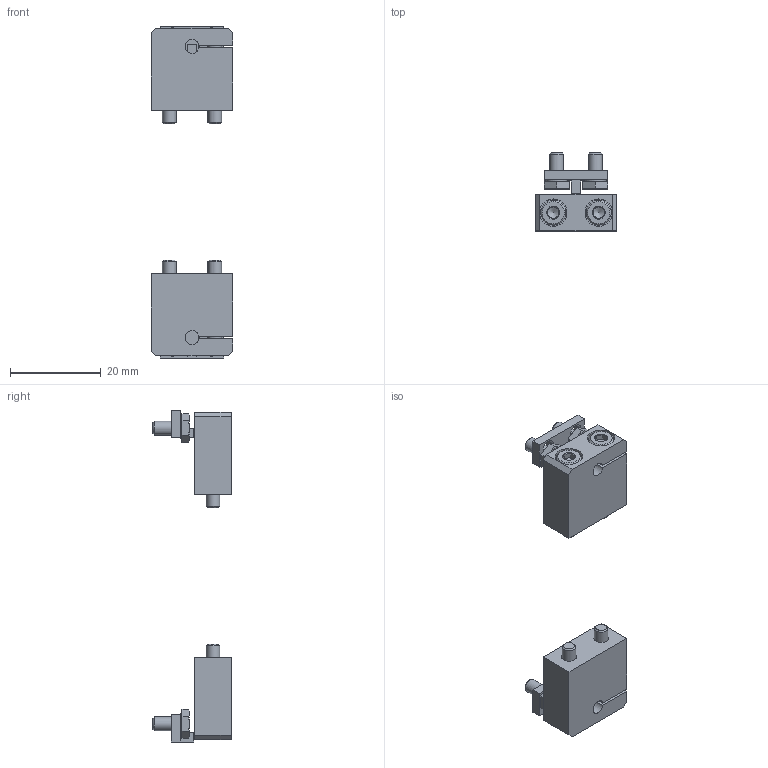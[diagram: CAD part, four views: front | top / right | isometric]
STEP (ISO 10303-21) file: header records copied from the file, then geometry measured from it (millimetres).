
FILE_DESCRIPTION(/* description */ ('STEP AP214'),/* implementation_level */ '2;1');
FILE_NAME(/* name */ '1435225_DASI-B12-16-S3',/* time_stamp */ '2024-08-14T17:44:36+02:00',/* author */ ('License CC BY-ND 4.0'),/* organization */ ('CADENAS'),/* preprocessor_version */ 'ST-DEVELOPER v19.3',/* originating_system */ 'PARTsolutions',/* authorisation */ ' ');
FILE_SCHEMA (('AUTOMOTIVE_DESIGN {1 0 10303 214 3 1 1}'));
Length unit declared in the file: millimetre
Products named in the file (5): 1435225 DASI-B12-16-S3; 1430970 KB3-01; DIN-912 - M3x18(F); 1430925 GP803; Hexagon bolt DIN 933 - M3x6
Assembly tree (12 placements, depth 2):
  1435225 DASI-B12-16-S3
    1430970 KB3-01  x2
    DIN-912 - M3x18(F)  x4
    1430925 GP803  x2
    Hexagon bolt DIN 933 - M3x6  x4
Bounding box: 18 x 17.2 x 73 mm (x, y, z)
Volume: 5528.8 mm3; surface area: 5679.6 mm2
Topology: 12 solids, 12 shells, 266 faces, 566 edges, 336 vertices
Faces by surface type: plane 154, cone 72, cylinder 36, torus 4
Full cylindrical faces by diameter (mm): 3 x8, 3.2 x6, 4.57 x4, 5.5 x4, 6 x4
Entity records: 2445 total; most frequent: CARTESIAN_POINT 441, DIRECTION 400, ORIENTED_EDGE 340, EDGE_CURVE 170, AXIS2_PLACEMENT_3D 150, FACE_BOUND 115, EDGE_LOOP 114, VERTEX_POINT 113
